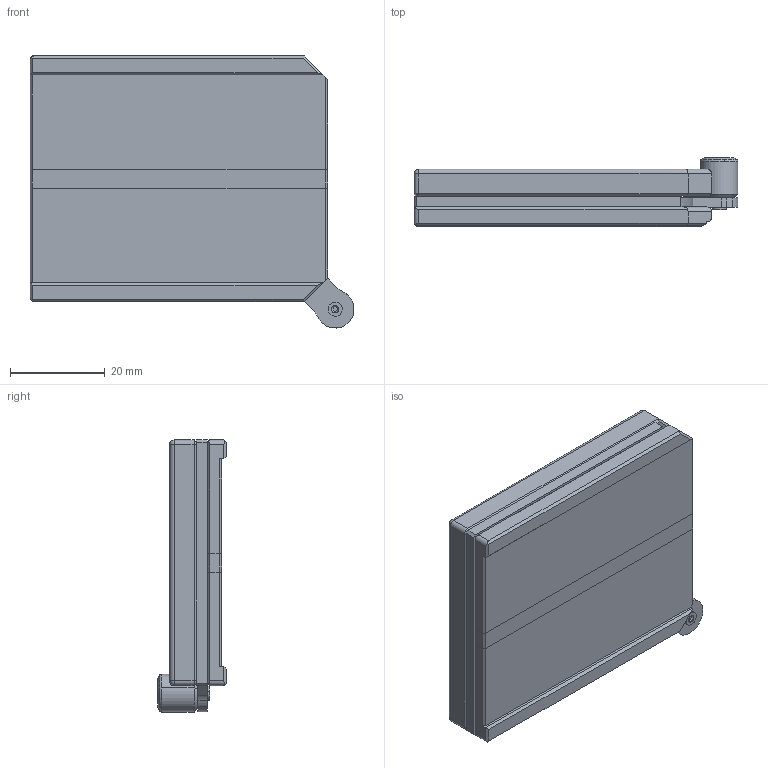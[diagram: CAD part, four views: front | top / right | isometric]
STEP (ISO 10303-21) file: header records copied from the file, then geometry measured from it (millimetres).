
FILE_DESCRIPTION (( 'STEP AP203' ), '1' );
FILE_NAME ('MMT52(«¬¿ý).STEP', '2013-10-09T05:23:49', ( '' ), ( '' ), 'SwSTEP 2.0', 'SolidWorks 2013', '' );
FILE_SCHEMA (( 'CONFIG_CONTROL_DESIGN' ));
Length unit declared in the file: centimetre
Products named in the file (2): Group1^MMT52(型錄); MMT52(型錄)
Assembly tree (1 placements, depth 2):
  MMT52(型錄)
    Group1^MMT52(型錄)
Bounding box: 68.57 x 14.5 x 57.57 mm (x, y, z)
Volume: 34334.3 mm3; surface area: 14676.9 mm2
Topology: 1 solids, 1 shells, 713 faces, 1879 edges, 1234 vertices
Faces by surface type: plane 466, bspline 126, cylinder 109, cone 8, torus 2, sphere 2
Entity records: 28031 total; most frequent: CARTESIAN_POINT 10920, ORIENTED_EDGE 3754, DIRECTION 3013, EDGE_CURVE 1877, LINE 1383, VECTOR 1383, VERTEX_POINT 1234, AXIS2_PLACEMENT_3D 815
